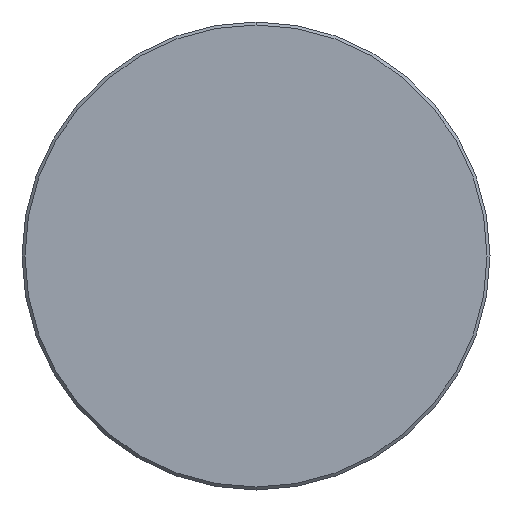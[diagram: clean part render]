
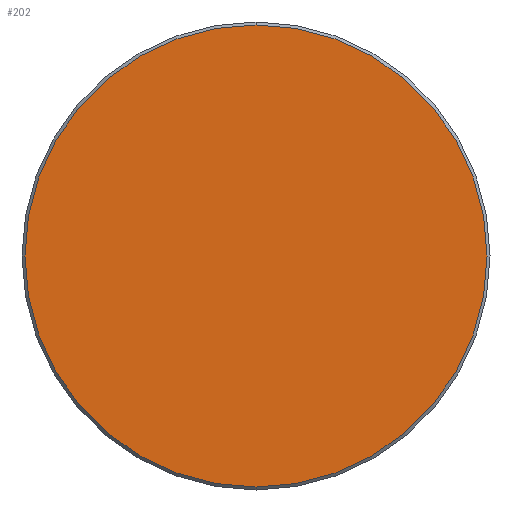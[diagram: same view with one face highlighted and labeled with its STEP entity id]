
A CAD part, left-side view. The second image highlights one B-rep face of the part: STEP entity #202.
In plain terms, the highlighted planar face has unit normal (-1, 0, 0).
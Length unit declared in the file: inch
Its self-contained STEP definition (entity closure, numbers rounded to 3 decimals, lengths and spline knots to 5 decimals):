
#52 = CARTESIAN_POINT ( 'NONE',  ( -7.41, 0., -1.892 ) ) ;
#59 = DIRECTION ( 'NONE',  ( 0., 0., 1. ) ) ;
#99 = AXIS2_PLACEMENT_3D ( 'NONE', #698, #192, #714 ) ;
#124 = DIRECTION ( 'NONE',  ( -1., 0., 0. ) ) ;
#167 = CARTESIAN_POINT ( 'NONE',  ( -7.41, 0., 1.892 ) ) ;
#192 = DIRECTION ( 'NONE',  ( -1., 0., 0. ) ) ;
#202 = ADVANCED_FACE ( 'NONE', ( #240 ), #426, .T. ) ;
#207 = CARTESIAN_POINT ( 'NONE',  ( -7.41, 1.922, 0. ) ) ;
#240 = FACE_OUTER_BOUND ( 'NONE', #548, .T. ) ;
#272 = CARTESIAN_POINT ( 'NONE',  ( -7.41, 0., 0. ) ) ;
#423 = DIRECTION ( 'NONE',  ( 0., 0., 1. ) ) ;
#426 = PLANE ( 'NONE',  #489 ) ;
#489 = AXIS2_PLACEMENT_3D ( 'NONE', #207, #852, #423 ) ;
#501 = AXIS2_PLACEMENT_3D ( 'NONE', #272, #124, #59 ) ;
#548 = EDGE_LOOP ( 'NONE', ( #898, #756 ) ) ;
#574 = VERTEX_POINT ( 'NONE', #52 ) ;
#581 = EDGE_CURVE ( 'NONE', #896, #574, #735, .T. ) ;
#664 = CIRCLE ( 'NONE', #99, 1.892 ) ;
#698 = CARTESIAN_POINT ( 'NONE',  ( -7.41, 0., 0. ) ) ;
#714 = DIRECTION ( 'NONE',  ( 0., 0., 1. ) ) ;
#735 = CIRCLE ( 'NONE', #501, 1.892 ) ;
#756 = ORIENTED_EDGE ( 'NONE', *, *, #581, .T. ) ;
#760 = EDGE_CURVE ( 'NONE', #574, #896, #664, .T. ) ;
#852 = DIRECTION ( 'NONE',  ( -1., 0., 0. ) ) ;
#896 = VERTEX_POINT ( 'NONE', #167 ) ;
#898 = ORIENTED_EDGE ( 'NONE', *, *, #760, .T. ) ;
